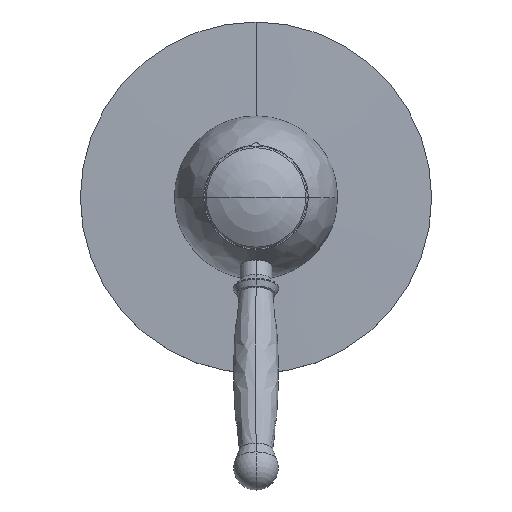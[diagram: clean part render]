
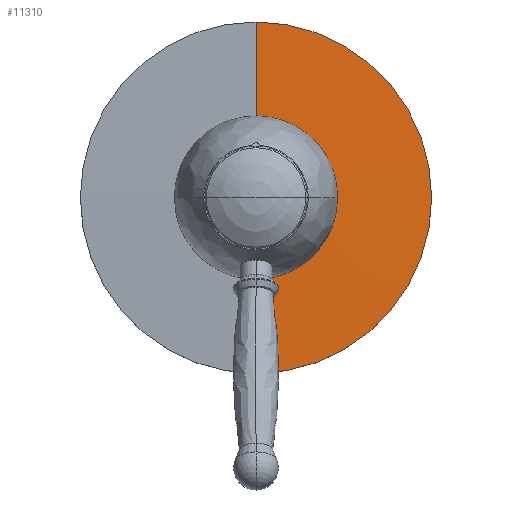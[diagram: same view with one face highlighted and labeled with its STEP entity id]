
A CAD part, top view. The second image highlights one B-rep face of the part: STEP entity #11310.
In plain terms, the highlighted conical face has half-angle 89 degrees and reference radius 40.275 mm.
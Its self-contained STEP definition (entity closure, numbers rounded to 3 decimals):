
#10877=CARTESIAN_POINT('',(0.,9.014,0.));
#10878=DIRECTION('',(0.,1.,0.));
#10879=DIRECTION('',(0.,0.,-1.));
#10880=AXIS2_PLACEMENT_3D('',#10877,#10878,#10879);
#10885=DIRECTION('',(0.,0.017,-1.));
#10886=VECTOR('',#10885,29.455);
#10887=CARTESIAN_POINT('',(0.,8.5,55.));
#10888=LINE('',#10887,#10886);
#10892=CARTESIAN_POINT('',(0.,8.5,0.));
#10893=DIRECTION('',(0.,1.,0.));
#10894=DIRECTION('',(0.,0.,-1.));
#10895=AXIS2_PLACEMENT_3D('',#10892,#10893,#10894);
#10900=DIRECTION('',(0.,0.017,1.));
#10901=VECTOR('',#10900,29.455);
#10902=CARTESIAN_POINT('',(0.,8.5,-55.));
#10903=LINE('',#10902,#10901);
#10973=CARTESIAN_POINT('',(0.,8.5,-55.));
#10975=VERTEX_POINT('',#10973);
#10989=CARTESIAN_POINT('',(0.,8.5,55.));
#10991=VERTEX_POINT('',#10989);
#11004=CARTESIAN_POINT('',(0.,9.014,25.55));
#11005=CARTESIAN_POINT('',(0.,9.014,
-25.55));
#11006=VERTEX_POINT('',#11004);
#11007=VERTEX_POINT('',#11005);
#11297=CARTESIAN_POINT('',(0.,8.757,0.));
#11298=DIRECTION('',(0.,-1.,0.));
#11299=DIRECTION('',(0.,0.,1.));
#11300=AXIS2_PLACEMENT_3D('',#11297,#11298,#11299);
#11301=CONICAL_SURFACE('',#11300,40.275,89.);
#11302=ORIENTED_EDGE('',*,*,#11055,.T.);
#11304=ORIENTED_EDGE('',*,*,#11303,.F.);
#11305=ORIENTED_EDGE('',*,*,#11290,.F.);
#11307=ORIENTED_EDGE('',*,*,#11306,.T.);
#11308=EDGE_LOOP('',(#11302,#11304,#11305,#11307));
#11309=FACE_OUTER_BOUND('',#11308,.F.);
#11310=ADVANCED_FACE('',(#11309),#11301,.T.);
#10881=CIRCLE('',#10880,25.55);
#10896=CIRCLE('',#10895,55.);
#11055=EDGE_CURVE('',#11007,#11006,#10881,.T.);
#11290=EDGE_CURVE('',#10975,#10991,#10896,.T.);
#11303=EDGE_CURVE('',#10991,#11006,#10888,.T.);
#11306=EDGE_CURVE('',#10975,#11007,#10903,.T.);
